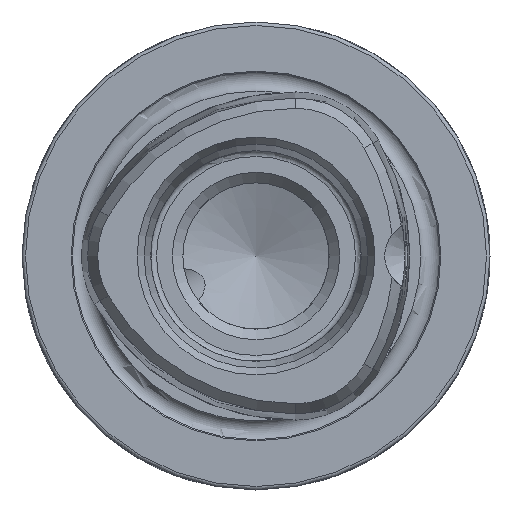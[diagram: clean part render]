
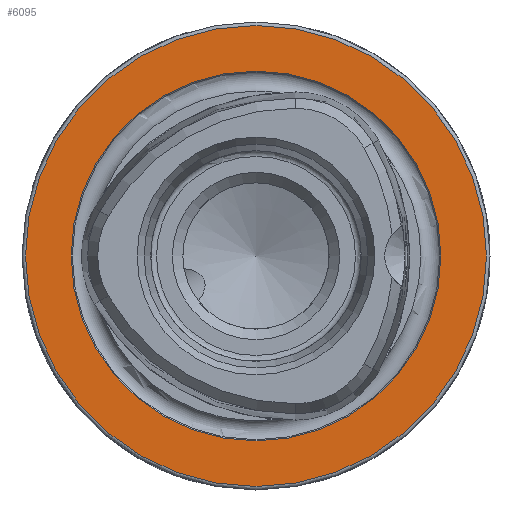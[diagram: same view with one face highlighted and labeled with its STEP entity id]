
A CAD part, left-side view. The second image highlights one B-rep face of the part: STEP entity #6095.
In plain terms, the highlighted planar face has unit normal (-1, 0, 0).
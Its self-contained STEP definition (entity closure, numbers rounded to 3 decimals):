
#122 = CARTESIAN_POINT ( 'NONE',  ( 0., 0., 19.7 ) ) ;
#365 = ORIENTED_EDGE ( 'NONE', *, *, #1148, .F. ) ;
#382 = AXIS2_PLACEMENT_3D ( 'NONE', #10109, #6833, #7730 ) ;
#1148 = EDGE_CURVE ( 'NONE', #8060, #8060, #7758, .T. ) ;
#1885 = DIRECTION ( 'NONE',  ( 0., 0., 1. ) ) ;
#2270 = DIRECTION ( 'NONE',  ( 0., 0., -1. ) ) ;
#3565 = EDGE_LOOP ( 'NONE', ( #365 ) ) ;
#3807 = EDGE_LOOP ( 'NONE', ( #7708 ) ) ;
#3869 = EDGE_CURVE ( 'NONE', #5842, #5842, #11287, .T. ) ;
#4708 = FACE_BOUND ( 'NONE', #3565, .T. ) ;
#5842 = VERTEX_POINT ( 'NONE', #122 ) ;
#6095 = ADVANCED_FACE ( 'NONE', ( #4708, #6941 ), #11476, .F. ) ;
#6460 = DIRECTION ( 'NONE',  ( -1., 0., 0. ) ) ;
#6680 = CARTESIAN_POINT ( 'NONE',  ( 0., 0., 0. ) ) ;
#6833 = DIRECTION ( 'NONE',  ( -1., 0., 0. ) ) ;
#6941 = FACE_OUTER_BOUND ( 'NONE', #3807, .T. ) ;
#7708 = ORIENTED_EDGE ( 'NONE', *, *, #3869, .T. ) ;
#7730 = DIRECTION ( 'NONE',  ( 0., 0., 1. ) ) ;
#7758 = CIRCLE ( 'NONE', #10364, 15.8 ) ;
#8060 = VERTEX_POINT ( 'NONE', #9040 ) ;
#9040 = CARTESIAN_POINT ( 'NONE',  ( 0., 0., 15.8 ) ) ;
#10109 = CARTESIAN_POINT ( 'NONE',  ( 0., 0., 0. ) ) ;
#10364 = AXIS2_PLACEMENT_3D ( 'NONE', #6680, #6460, #1885 ) ;
#11287 = CIRCLE ( 'NONE', #382, 19.7 ) ;
#11476 = PLANE ( 'NONE',  #12344 ) ;
#11550 = DIRECTION ( 'NONE',  ( 1., 0., 0. ) ) ;
#12344 = AXIS2_PLACEMENT_3D ( 'NONE', #13756, #11550, #2270 ) ;
#13756 = CARTESIAN_POINT ( 'NONE',  ( 0., 15.8, 0. ) ) ;
